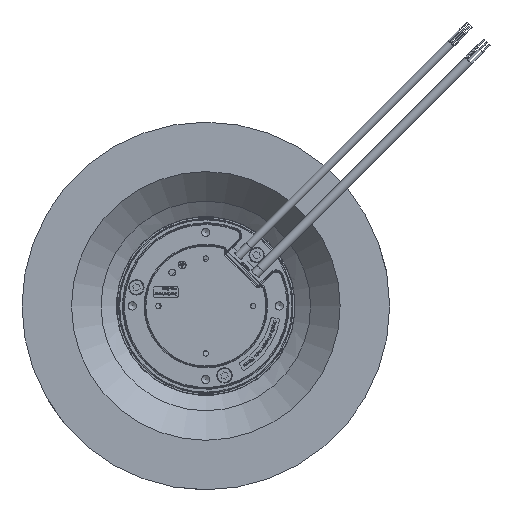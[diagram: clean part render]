
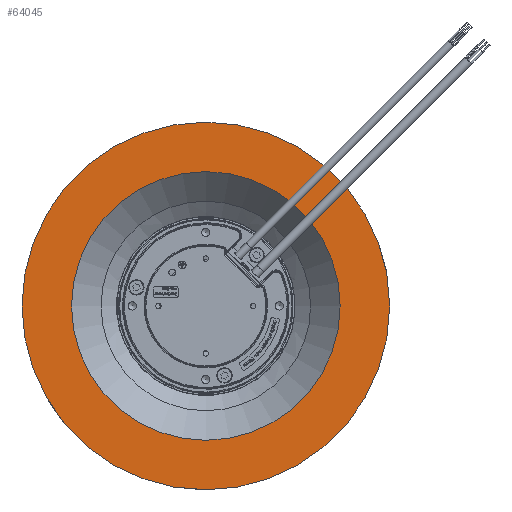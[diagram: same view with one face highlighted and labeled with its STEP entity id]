
A CAD part, front view. The second image highlights one B-rep face of the part: STEP entity #64045.
In plain terms, the highlighted planar face has unit normal (0, -1, 0).
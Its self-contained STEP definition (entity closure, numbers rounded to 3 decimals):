
#4987 = ORIENTED_EDGE ( 'NONE', *, *, #40438, .T. ) ;
#11367 = DIRECTION ( 'NONE',  ( 0., 0., -1. ) ) ;
#13132 = CARTESIAN_POINT ( 'NONE',  ( 0., 0., 0. ) ) ;
#19971 = EDGE_LOOP ( 'NONE', ( #4987 ) ) ;
#27357 = CARTESIAN_POINT ( 'NONE',  ( 0., 0., -82.21 ) ) ;
#27784 = CARTESIAN_POINT ( 'NONE',  ( 0., 0., 0. ) ) ;
#27963 = DIRECTION ( 'NONE',  ( 0., 0., -1. ) ) ;
#28934 = CIRCLE ( 'NONE', #83022, 112.5 ) ;
#32142 = AXIS2_PLACEMENT_3D ( 'NONE', #68513, #91074, #27963 ) ;
#35529 = VERTEX_POINT ( 'NONE', #83258 ) ;
#39283 = EDGE_CURVE ( 'NONE', #67370, #67370, #91073, .T. ) ;
#40438 = EDGE_CURVE ( 'NONE', #35529, #35529, #28934, .T. ) ;
#42941 = DIRECTION ( 'NONE',  ( 0., 1., 0. ) ) ;
#59391 = ORIENTED_EDGE ( 'NONE', *, *, #39283, .F. ) ;
#62785 = EDGE_LOOP ( 'NONE', ( #59391 ) ) ;
#64045 = ADVANCED_FACE ( 'NONE', ( #67590, #83477 ), #91698, .F. ) ;
#67370 = VERTEX_POINT ( 'NONE', #27357 ) ;
#67590 = FACE_BOUND ( 'NONE', #62785, .T. ) ;
#68513 = CARTESIAN_POINT ( 'NONE',  ( 0., 0., 0. ) ) ;
#70437 = AXIS2_PLACEMENT_3D ( 'NONE', #13132, #42941, #74287 ) ;
#74287 = DIRECTION ( 'NONE',  ( 0., 0., 1. ) ) ;
#82204 = DIRECTION ( 'NONE',  ( 0., -1., 0. ) ) ;
#83022 = AXIS2_PLACEMENT_3D ( 'NONE', #27784, #82204, #11367 ) ;
#83258 = CARTESIAN_POINT ( 'NONE',  ( 0., 0., -112.5 ) ) ;
#83477 = FACE_OUTER_BOUND ( 'NONE', #19971, .T. ) ;
#91073 = CIRCLE ( 'NONE', #32142, 82.21 ) ;
#91074 = DIRECTION ( 'NONE',  ( 0., -1., 0. ) ) ;
#91698 = PLANE ( 'NONE',  #70437 ) ;
